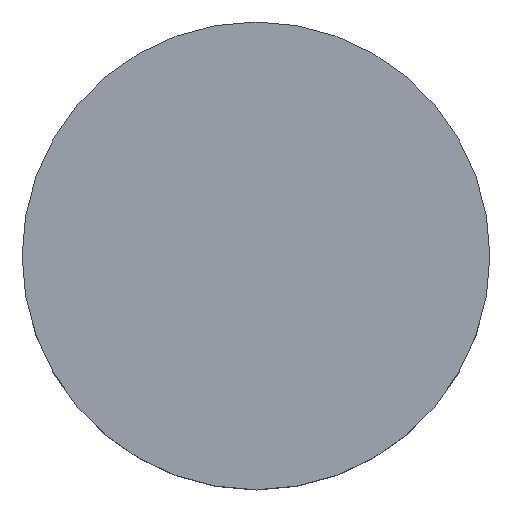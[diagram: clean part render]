
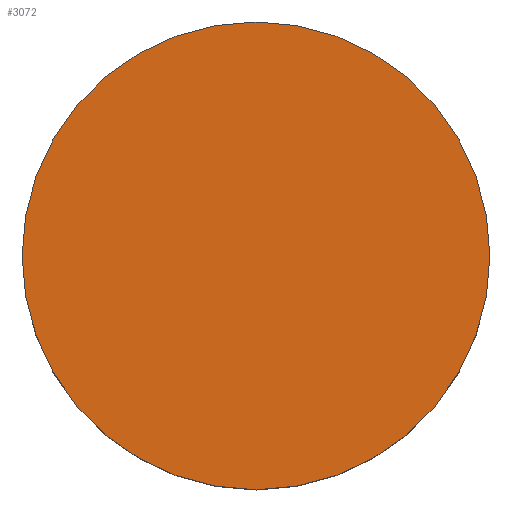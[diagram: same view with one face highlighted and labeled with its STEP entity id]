
A CAD part, top view. The second image highlights one B-rep face of the part: STEP entity #3072.
In plain terms, the highlighted planar face has unit normal (0, 0, 1).
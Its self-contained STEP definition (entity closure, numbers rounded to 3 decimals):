
#414=PLANE('',#3348);
#632=FACE_OUTER_BOUND('',#860,.T.);
#860=EDGE_LOOP('',(#2806));
#1254=CIRCLE('',#3345,65.);
#1459=VERTEX_POINT('',#8447);
#1907=EDGE_CURVE('',#1459,#1459,#1254,.T.);
#2806=ORIENTED_EDGE('',*,*,#1907,.T.);
#3072=ADVANCED_FACE('',(#632),#414,.F.);
#3345=AXIS2_PLACEMENT_3D('',#8448,#3957,#3958);
#3348=AXIS2_PLACEMENT_3D('',#8453,#3964,#3965);
#3957=DIRECTION('center_axis',(0.,0.,1.));
#3958=DIRECTION('ref_axis',(1.,0.,0.));
#3964=DIRECTION('center_axis',(0.,0.,-1.));
#3965=DIRECTION('ref_axis',(1.,0.,0.));
#8447=CARTESIAN_POINT('',(-65.,0.,26.));
#8448=CARTESIAN_POINT('Origin',(0.,0.,26.));
#8453=CARTESIAN_POINT('Origin',(0.,0.,26.));
